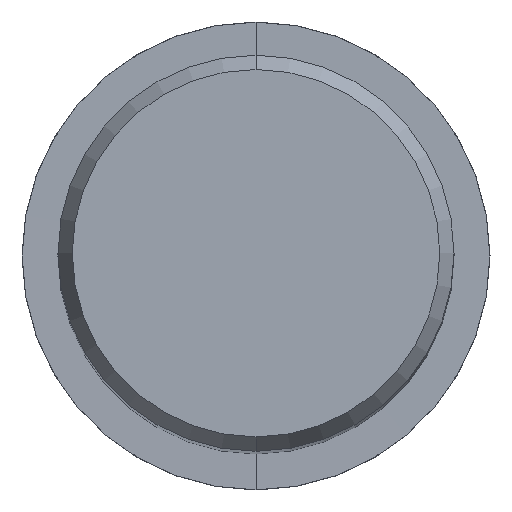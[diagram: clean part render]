
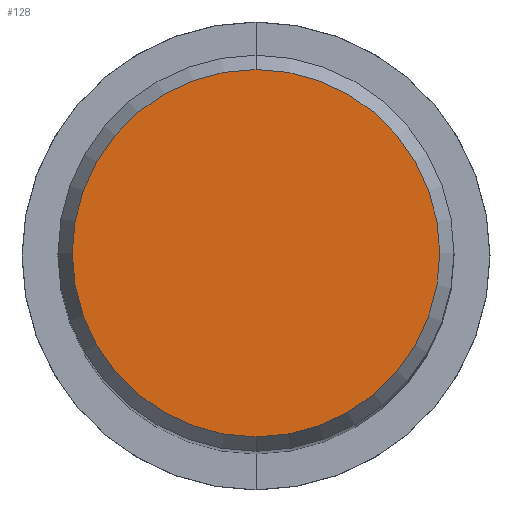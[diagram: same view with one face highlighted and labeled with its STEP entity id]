
A CAD part, top view. The second image highlights one B-rep face of the part: STEP entity #128.
In plain terms, the highlighted planar face has unit normal (0, 0, 1).
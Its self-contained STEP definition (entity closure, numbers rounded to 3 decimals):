
#108=VERTEX_POINT('',#225);
#128=ADVANCED_FACE('',(#248),#249,.T.);
#142=EDGE_CURVE('',#158,#108,#264,.T.);
#152=EDGE_CURVE('',#108,#158,#276,.T.);
#158=VERTEX_POINT('',#282);
#225=CARTESIAN_POINT('',(0.0,5.892,0.01));
#248=FACE_OUTER_BOUND('',#377,.T.);
#249=PLANE('',#378);
#264=CIRCLE('',#401,5.892);
#276=CIRCLE('',#414,5.892);
#282=CARTESIAN_POINT('',(0.,-5.892,0.01));
#377=EDGE_LOOP('',(#513,#514));
#378=AXIS2_PLACEMENT_3D('',#515,#516,#517);
#401=AXIS2_PLACEMENT_3D('',#530,#531,#532);
#414=AXIS2_PLACEMENT_3D('',#553,#554,#555);
#513=ORIENTED_EDGE('',*,*,#152,.F.);
#514=ORIENTED_EDGE('',*,*,#142,.F.);
#515=CARTESIAN_POINT('',(0.0,2.946,0.01));
#516=DIRECTION('',(-0.0,0.0,1.0));
#517=DIRECTION('',(0.0,-1.0,0.0));
#530=CARTESIAN_POINT('',(0.0,0.0,0.01));
#531=DIRECTION('',(0.0,0.0,-1.0));
#532=DIRECTION('',(0.0,1.0,0.0));
#553=CARTESIAN_POINT('',(0.0,0.0,0.01));
#554=DIRECTION('',(0.0,0.0,-1.0));
#555=DIRECTION('',(0.0,1.0,0.0));
